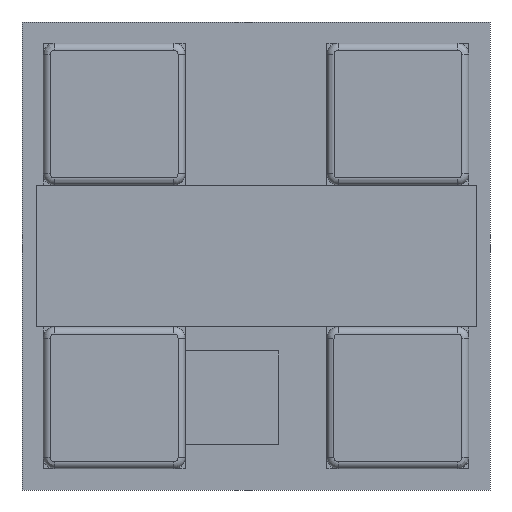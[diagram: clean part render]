
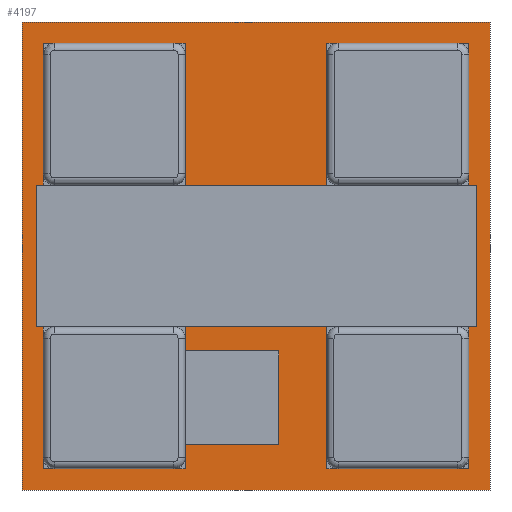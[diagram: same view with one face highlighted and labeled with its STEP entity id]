
A CAD part, front view. The second image highlights one B-rep face of the part: STEP entity #4197.
In plain terms, the highlighted planar face has unit normal (0, -1, 0).
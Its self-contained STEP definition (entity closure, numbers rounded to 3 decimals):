
#27 = PLANE ( 'NONE',  #1390 ) ;
#63 = DIRECTION ( 'NONE',  ( 0., -1., 0. ) ) ;
#263 = EDGE_CURVE ( 'NONE', #4300, #2303, #2161, .T. ) ;
#318 = VERTEX_POINT ( 'NONE', #1781 ) ;
#340 = CARTESIAN_POINT ( 'NONE',  ( -1.65, 0., 0. ) ) ;
#549 = EDGE_LOOP ( 'NONE', ( #1233, #1279, #4440, #1407 ) ) ;
#657 = LINE ( 'NONE', #843, #2987 ) ;
#718 = VERTEX_POINT ( 'NONE', #4619 ) ;
#744 = DIRECTION ( 'NONE',  ( 0., 0., -1. ) ) ;
#758 = DIRECTION ( 'NONE',  ( 0., 0., 1. ) ) ;
#762 = FACE_OUTER_BOUND ( 'NONE', #549, .T. ) ;
#843 = CARTESIAN_POINT ( 'NONE',  ( 0., 0., -1.65 ) ) ;
#1137 = DIRECTION ( 'NONE',  ( 1., 0., 0. ) ) ;
#1233 = ORIENTED_EDGE ( 'NONE', *, *, #263, .F. ) ;
#1236 = DIRECTION ( 'NONE',  ( -1., 0., 0. ) ) ;
#1279 = ORIENTED_EDGE ( 'NONE', *, *, #1902, .F. ) ;
#1390 = AXIS2_PLACEMENT_3D ( 'NONE', #3917, #63, #1137 ) ;
#1391 = LINE ( 'NONE', #340, #3938 ) ;
#1407 = ORIENTED_EDGE ( 'NONE', *, *, #2579, .F. ) ;
#1781 = CARTESIAN_POINT ( 'NONE',  ( -1.65, 0., 1.65 ) ) ;
#1902 = EDGE_CURVE ( 'NONE', #318, #4300, #3667, .T. ) ;
#2073 = DIRECTION ( 'NONE',  ( 1., 0., 0. ) ) ;
#2161 = LINE ( 'NONE', #4252, #2753 ) ;
#2303 = VERTEX_POINT ( 'NONE', #2565 ) ;
#2565 = CARTESIAN_POINT ( 'NONE',  ( 1.65, 0., -1.65 ) ) ;
#2579 = EDGE_CURVE ( 'NONE', #2303, #718, #657, .T. ) ;
#2753 = VECTOR ( 'NONE', #744, 1000. ) ;
#2987 = VECTOR ( 'NONE', #1236, 1000. ) ;
#3292 = CARTESIAN_POINT ( 'NONE',  ( 1.65, 0., 1.65 ) ) ;
#3667 = LINE ( 'NONE', #4505, #3775 ) ;
#3775 = VECTOR ( 'NONE', #2073, 1000. ) ;
#3917 = CARTESIAN_POINT ( 'NONE',  ( 1.65, 0., 1.65 ) ) ;
#3938 = VECTOR ( 'NONE', #758, 1000. ) ;
#4139 = EDGE_CURVE ( 'NONE', #718, #318, #1391, .T. ) ;
#4197 = ADVANCED_FACE ( 'NONE', ( #762 ), #27, .T. ) ;
#4252 = CARTESIAN_POINT ( 'NONE',  ( 1.65, 0., 0. ) ) ;
#4300 = VERTEX_POINT ( 'NONE', #3292 ) ;
#4440 = ORIENTED_EDGE ( 'NONE', *, *, #4139, .F. ) ;
#4505 = CARTESIAN_POINT ( 'NONE',  ( 0., 0., 1.65 ) ) ;
#4619 = CARTESIAN_POINT ( 'NONE',  ( -1.65, 0., -1.65 ) ) ;
